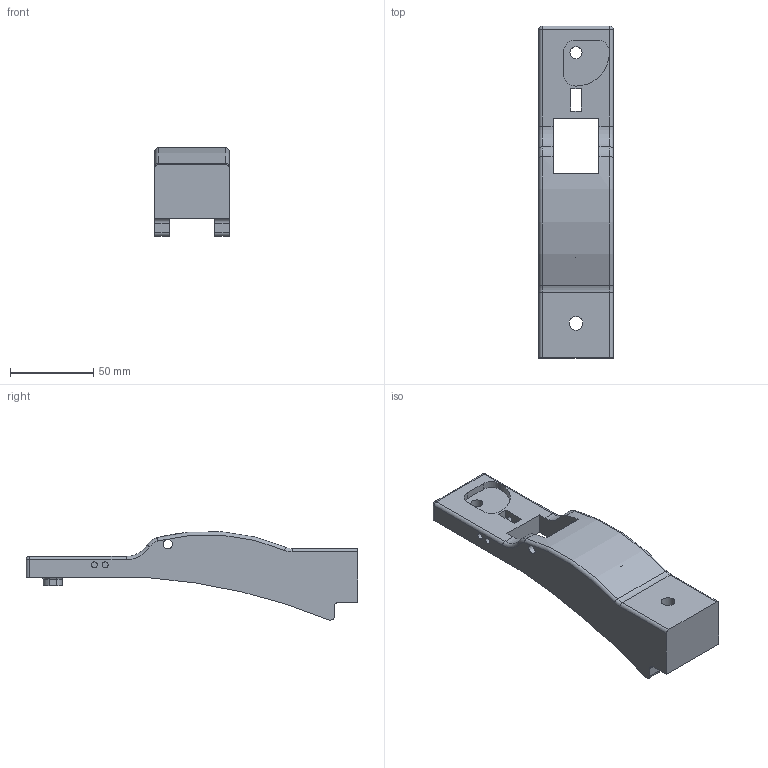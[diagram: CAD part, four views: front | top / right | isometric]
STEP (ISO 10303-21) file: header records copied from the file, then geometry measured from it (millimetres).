
FILE_DESCRIPTION(/* description */ (''),/* implementation_level */ '2;1');
FILE_NAME(/* name */ 'Corps Verrou.step',/* time_stamp */ '2022-11-22T12:03:11+01:00',/* author */ (''),/* organization */ (''),/* preprocessor_version */ 'ST-DEVELOPER v19.2',/* originating_system */ 'Autodesk Translation Framework v11.17.0.187',/* authorisation */ '');
FILE_SCHEMA (('AUTOMOTIVE_DESIGN { 1 0 10303 214 3 1 1 }'));
Length unit declared in the file: millimetre
Products named in the file (1): Verrou
Bounding box: 44.5 x 199 x 52.9 mm (x, y, z)
Volume: 125848.4 mm3; surface area: 41130.4 mm2
Topology: 1 solids, 1 shells, 157 faces, 421 edges, 268 vertices
Faces by surface type: cylinder 63, plane 58, bspline 18, torus 15, sphere 3
Full cylindrical faces by diameter (mm): 3.2 x4, 3.5 x4, 4.3 x2, 5.35 x2, 6 x4, 7.2 x1, 8.2 x1
Entity records: 5753 total; most frequent: CARTESIAN_POINT 1736, DIRECTION 843, ORIENTED_EDGE 838, EDGE_CURVE 419, AXIS2_PLACEMENT_3D 321, VERTEX_POINT 268, LINE 201, VECTOR 201
